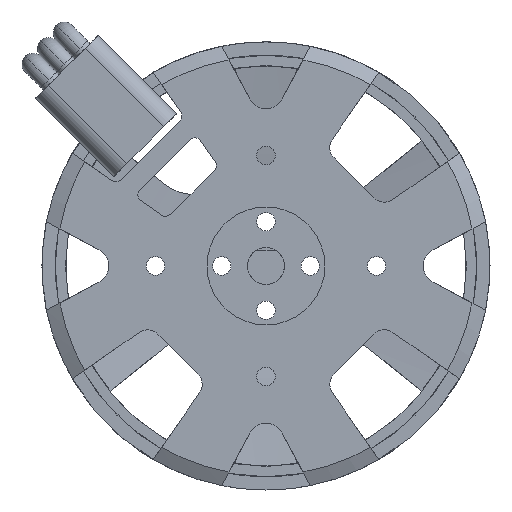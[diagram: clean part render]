
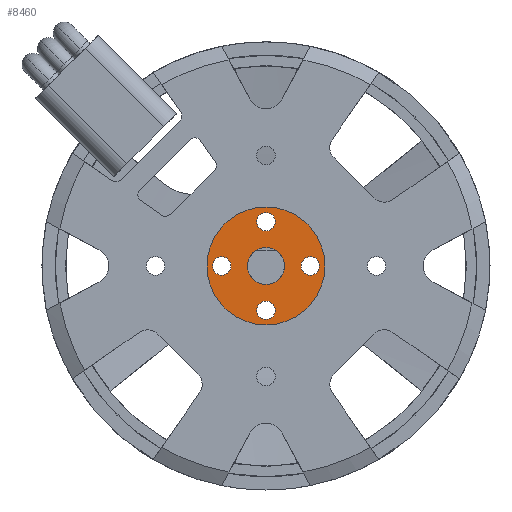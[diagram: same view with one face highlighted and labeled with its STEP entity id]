
A CAD part, front view. The second image highlights one B-rep face of the part: STEP entity #8460.
In plain terms, the highlighted planar face has unit normal (0, -1, 0).
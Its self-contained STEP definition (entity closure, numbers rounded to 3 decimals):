
#2 = CIRCLE ( 'NONE', #10677, 1.25 ) ;
#117 = VERTEX_POINT ( 'NONE', #7382 ) ;
#188 = CARTESIAN_POINT ( 'NONE',  ( 6.01, 26.4, 0. ) ) ;
#312 = VERTEX_POINT ( 'NONE', #3395 ) ;
#324 = VERTEX_POINT ( 'NONE', #9053 ) ;
#419 = DIRECTION ( 'NONE',  ( 0., 1., 0. ) ) ;
#451 = DIRECTION ( 'NONE',  ( 0., 1., 0. ) ) ;
#501 = AXIS2_PLACEMENT_3D ( 'NONE', #8716, #3812, #9681 ) ;
#590 = CARTESIAN_POINT ( 'NONE',  ( 0., 26.4, 4.76 ) ) ;
#777 = FACE_BOUND ( 'NONE', #2510, .T. ) ;
#1002 = ORIENTED_EDGE ( 'NONE', *, *, #6630, .T. ) ;
#1113 = CIRCLE ( 'NONE', #7958, 1.25 ) ;
#1114 = PLANE ( 'NONE',  #7689 ) ;
#1168 = CARTESIAN_POINT ( 'NONE',  ( 0., 26.4, -6.01 ) ) ;
#1194 = CARTESIAN_POINT ( 'NONE',  ( 10.047, 26.4, 0. ) ) ;
#1221 = DIRECTION ( 'NONE',  ( 0., 1., 0. ) ) ;
#1284 = DIRECTION ( 'NONE',  ( 0., 0., 1. ) ) ;
#1338 = CARTESIAN_POINT ( 'NONE',  ( 0., 26.4, -4.76 ) ) ;
#1456 = CIRCLE ( 'NONE', #8294, 2.5 ) ;
#1604 = CIRCLE ( 'NONE', #8093, 2.5 ) ;
#1889 = CARTESIAN_POINT ( 'NONE',  ( 0., 26.4, -6.01 ) ) ;
#1975 = VERTEX_POINT ( 'NONE', #9992 ) ;
#2003 = CIRCLE ( 'NONE', #3264, 1.25 ) ;
#2075 = CARTESIAN_POINT ( 'NONE',  ( 0., 26.4, 2.5 ) ) ;
#2114 = DIRECTION ( 'NONE',  ( 0., 0., 1. ) ) ;
#2333 = CARTESIAN_POINT ( 'NONE',  ( 6.01, 26.4, -1.25 ) ) ;
#2510 = EDGE_LOOP ( 'NONE', ( #5651, #10448 ) ) ;
#2536 = DIRECTION ( 'NONE',  ( 0., 0., 1. ) ) ;
#2544 = EDGE_CURVE ( 'NONE', #2794, #6470, #10975, .T. ) ;
#2611 = EDGE_CURVE ( 'NONE', #324, #1975, #10626, .T. ) ;
#2790 = ORIENTED_EDGE ( 'NONE', *, *, #2544, .T. ) ;
#2794 = VERTEX_POINT ( 'NONE', #5314 ) ;
#3219 = EDGE_CURVE ( 'NONE', #312, #7525, #1604, .T. ) ;
#3264 = AXIS2_PLACEMENT_3D ( 'NONE', #9368, #419, #5310 ) ;
#3395 = CARTESIAN_POINT ( 'NONE',  ( 0., 26.4, -2.5 ) ) ;
#3404 = DIRECTION ( 'NONE',  ( 0., 0., 1. ) ) ;
#3439 = FACE_BOUND ( 'NONE', #5422, .T. ) ;
#3512 = DIRECTION ( 'NONE',  ( 0., 1., 0. ) ) ;
#3599 = DIRECTION ( 'NONE',  ( 0., 1., 0. ) ) ;
#3812 = DIRECTION ( 'NONE',  ( 0., 1., 0. ) ) ;
#3921 = EDGE_CURVE ( 'NONE', #9832, #4964, #4698, .T. ) ;
#4074 = VERTEX_POINT ( 'NONE', #1194 ) ;
#4207 = EDGE_CURVE ( 'NONE', #7525, #312, #1456, .T. ) ;
#4345 = ORIENTED_EDGE ( 'NONE', *, *, #2611, .T. ) ;
#4369 = FACE_BOUND ( 'NONE', #9653, .T. ) ;
#4576 = DIRECTION ( 'NONE',  ( 0., 1., 0. ) ) ;
#4688 = DIRECTION ( 'NONE',  ( 0., 0., 1. ) ) ;
#4698 = CIRCLE ( 'NONE', #7750, 1.25 ) ;
#4814 = ORIENTED_EDGE ( 'NONE', *, *, #7592, .T. ) ;
#4820 = CIRCLE ( 'NONE', #9319, 10.047 ) ;
#4839 = AXIS2_PLACEMENT_3D ( 'NONE', #10361, #7904, #8583 ) ;
#4947 = CARTESIAN_POINT ( 'NONE',  ( 0., 26.4, 0. ) ) ;
#4964 = VERTEX_POINT ( 'NONE', #10134 ) ;
#5048 = EDGE_LOOP ( 'NONE', ( #8309, #9431 ) ) ;
#5205 = FACE_BOUND ( 'NONE', #6141, .T. ) ;
#5244 = EDGE_CURVE ( 'NONE', #1975, #324, #2003, .T. ) ;
#5246 = ORIENTED_EDGE ( 'NONE', *, *, #3219, .T. ) ;
#5310 = DIRECTION ( 'NONE',  ( 0., 0., 1. ) ) ;
#5314 = CARTESIAN_POINT ( 'NONE',  ( 0., 26.4, 7.26 ) ) ;
#5422 = EDGE_LOOP ( 'NONE', ( #8019, #5246 ) ) ;
#5651 = ORIENTED_EDGE ( 'NONE', *, *, #7778, .T. ) ;
#6070 = CARTESIAN_POINT ( 'NONE',  ( 6.01, 26.4, 0. ) ) ;
#6112 = FACE_OUTER_BOUND ( 'NONE', #5048, .T. ) ;
#6141 = EDGE_LOOP ( 'NONE', ( #2790, #4814 ) ) ;
#6470 = VERTEX_POINT ( 'NONE', #590 ) ;
#6580 = ORIENTED_EDGE ( 'NONE', *, *, #5244, .T. ) ;
#6630 = EDGE_CURVE ( 'NONE', #117, #7581, #2, .T. ) ;
#6654 = AXIS2_PLACEMENT_3D ( 'NONE', #7322, #10822, #8205 ) ;
#6700 = DIRECTION ( 'NONE',  ( 0., 0., 1. ) ) ;
#6910 = CARTESIAN_POINT ( 'NONE',  ( 0., 26.4, 0. ) ) ;
#7224 = CARTESIAN_POINT ( 'NONE',  ( 0., 26.4, 6.01 ) ) ;
#7291 = EDGE_LOOP ( 'NONE', ( #6580, #4345 ) ) ;
#7322 = CARTESIAN_POINT ( 'NONE',  ( -6.01, 26.4, 0. ) ) ;
#7382 = CARTESIAN_POINT ( 'NONE',  ( 0., 26.4, -7.26 ) ) ;
#7393 = DIRECTION ( 'NONE',  ( 0., 1., 0. ) ) ;
#7525 = VERTEX_POINT ( 'NONE', #2075 ) ;
#7581 = VERTEX_POINT ( 'NONE', #1338 ) ;
#7592 = EDGE_CURVE ( 'NONE', #6470, #2794, #10687, .T. ) ;
#7689 = AXIS2_PLACEMENT_3D ( 'NONE', #6910, #4576, #2536 ) ;
#7708 = DIRECTION ( 'NONE',  ( 0., 1., 0. ) ) ;
#7750 = AXIS2_PLACEMENT_3D ( 'NONE', #6070, #3512, #7753 ) ;
#7753 = DIRECTION ( 'NONE',  ( 0., 0., 1. ) ) ;
#7778 = EDGE_CURVE ( 'NONE', #4964, #9832, #1113, .T. ) ;
#7835 = DIRECTION ( 'NONE',  ( 0., 0., 1. ) ) ;
#7904 = DIRECTION ( 'NONE',  ( 0., -1., 0. ) ) ;
#7958 = AXIS2_PLACEMENT_3D ( 'NONE', #188, #7708, #3404 ) ;
#8019 = ORIENTED_EDGE ( 'NONE', *, *, #4207, .T. ) ;
#8093 = AXIS2_PLACEMENT_3D ( 'NONE', #8563, #3599, #7835 ) ;
#8195 = CARTESIAN_POINT ( 'NONE',  ( 0., 26.4, 0. ) ) ;
#8205 = DIRECTION ( 'NONE',  ( 0., 0., 1. ) ) ;
#8294 = AXIS2_PLACEMENT_3D ( 'NONE', #8195, #451, #10814 ) ;
#8309 = ORIENTED_EDGE ( 'NONE', *, *, #9945, .T. ) ;
#8374 = DIRECTION ( 'NONE',  ( 0., -1., 0. ) ) ;
#8460 = ADVANCED_FACE ( 'NONE', ( #4369, #8524, #5205, #777, #3439, #6112 ), #1114, .F. ) ;
#8524 = FACE_BOUND ( 'NONE', #7291, .T. ) ;
#8535 = EDGE_CURVE ( 'NONE', #7581, #117, #10588, .T. ) ;
#8563 = CARTESIAN_POINT ( 'NONE',  ( 0., 26.4, 0. ) ) ;
#8583 = DIRECTION ( 'NONE',  ( 0., 0., 1. ) ) ;
#8716 = CARTESIAN_POINT ( 'NONE',  ( 0., 26.4, 6.01 ) ) ;
#8897 = EDGE_CURVE ( 'NONE', #9550, #4074, #4820, .T. ) ;
#8929 = ORIENTED_EDGE ( 'NONE', *, *, #8535, .T. ) ;
#8941 = DIRECTION ( 'NONE',  ( 0., 1., 0. ) ) ;
#8971 = CIRCLE ( 'NONE', #4839, 10.047 ) ;
#9053 = CARTESIAN_POINT ( 'NONE',  ( -6.01, 26.4, -1.25 ) ) ;
#9319 = AXIS2_PLACEMENT_3D ( 'NONE', #4947, #8374, #6700 ) ;
#9368 = CARTESIAN_POINT ( 'NONE',  ( -6.01, 26.4, 0. ) ) ;
#9431 = ORIENTED_EDGE ( 'NONE', *, *, #8897, .T. ) ;
#9550 = VERTEX_POINT ( 'NONE', #11153 ) ;
#9653 = EDGE_LOOP ( 'NONE', ( #8929, #1002 ) ) ;
#9681 = DIRECTION ( 'NONE',  ( 0., 0., 1. ) ) ;
#9832 = VERTEX_POINT ( 'NONE', #2333 ) ;
#9866 = AXIS2_PLACEMENT_3D ( 'NONE', #1168, #7393, #1284 ) ;
#9945 = EDGE_CURVE ( 'NONE', #4074, #9550, #8971, .T. ) ;
#9992 = CARTESIAN_POINT ( 'NONE',  ( -6.01, 26.4, 1.25 ) ) ;
#10134 = CARTESIAN_POINT ( 'NONE',  ( 6.01, 26.4, 1.25 ) ) ;
#10320 = AXIS2_PLACEMENT_3D ( 'NONE', #7224, #1221, #4688 ) ;
#10361 = CARTESIAN_POINT ( 'NONE',  ( 0., 26.4, 0. ) ) ;
#10448 = ORIENTED_EDGE ( 'NONE', *, *, #3921, .T. ) ;
#10588 = CIRCLE ( 'NONE', #9866, 1.25 ) ;
#10626 = CIRCLE ( 'NONE', #6654, 1.25 ) ;
#10677 = AXIS2_PLACEMENT_3D ( 'NONE', #1889, #8941, #2114 ) ;
#10687 = CIRCLE ( 'NONE', #10320, 1.25 ) ;
#10814 = DIRECTION ( 'NONE',  ( 0., 0., 1. ) ) ;
#10822 = DIRECTION ( 'NONE',  ( 0., 1., 0. ) ) ;
#10975 = CIRCLE ( 'NONE', #501, 1.25 ) ;
#11153 = CARTESIAN_POINT ( 'NONE',  ( -10.047, 26.4, 0. ) ) ;
